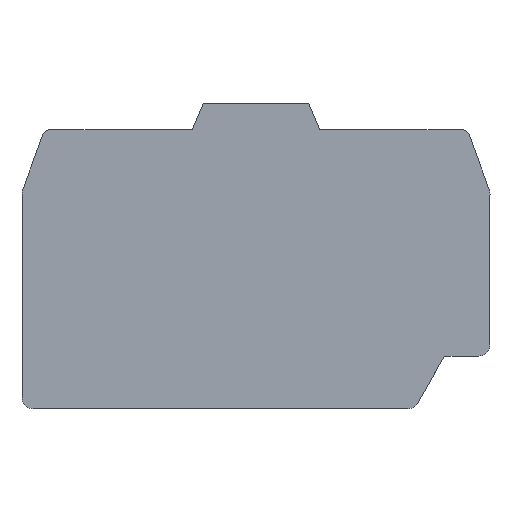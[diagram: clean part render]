
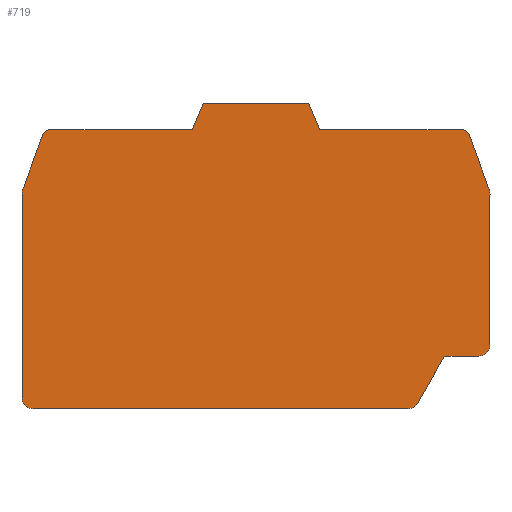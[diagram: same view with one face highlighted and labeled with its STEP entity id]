
A CAD part, top view. The second image highlights one B-rep face of the part: STEP entity #719.
In plain terms, the highlighted planar face has unit normal (0, 0, 1).
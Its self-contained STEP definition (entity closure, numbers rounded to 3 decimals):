
#156=CARTESIAN_POINT('',(204.495,279.196,1.5));
#157=DIRECTION('',(0.,0.,1.));
#158=DIRECTION('',(1.,0.,0.));
#159=AXIS2_PLACEMENT_3D('',#156,#157,#158);
#164=DIRECTION('',(0.,1.,0.));
#165=VECTOR('',#164,49.593);
#166=CARTESIAN_POINT('',(205.995,229.603,1.5));
#167=LINE('',#166,#165);
#171=CARTESIAN_POINT('',(204.495,229.603,1.5));
#172=DIRECTION('',(0.,0.,1.));
#173=DIRECTION('',(0.,-1.,0.));
#174=AXIS2_PLACEMENT_3D('',#171,#172,#173);
#179=DIRECTION('',(1.,0.,0.));
#180=VECTOR('',#179,26.905);
#181=CARTESIAN_POINT('',(177.59,228.103,1.5));
#182=LINE('',#181,#180);
#186=CARTESIAN_POINT('',(177.59,230.103,1.5));
#187=DIRECTION('',(0.,0.,1.));
#188=DIRECTION('',(-0.342,-0.94,0.));
#189=AXIS2_PLACEMENT_3D('',#186,#187,#188);
#194=DIRECTION('',(0.94,-0.342,0.));
#195=VECTOR('',#194,7.719);
#196=CARTESIAN_POINT('',(169.653,230.864,1.5));
#197=LINE('',#196,#195);
#201=CARTESIAN_POINT('',(169.995,231.803,1.5));
#202=DIRECTION('',(0.,0.,1.));
#203=DIRECTION('',(-1.,0.,0.));
#204=AXIS2_PLACEMENT_3D('',#201,#202,#203);
#209=DIRECTION('',(0.,-1.,0.));
#210=VECTOR('',#209,18.85);
#211=CARTESIAN_POINT('',(168.995,250.653,1.5));
#212=LINE('',#211,#210);
#216=DIRECTION('',(0.921,-0.391,0.));
#217=VECTOR('',#216,3.802);
#218=CARTESIAN_POINT('',(165.495,252.139,1.5));
#219=LINE('',#218,#217);
#223=DIRECTION('',(-0.921,-0.391,0.));
#224=VECTOR('',#223,3.802);
#225=CARTESIAN_POINT('',(168.995,267.553,1.5));
#226=LINE('',#225,#224);
#230=DIRECTION('',(0.,-1.,0.));
#231=VECTOR('',#230,18.85);
#232=CARTESIAN_POINT('',(168.995,286.403,1.5));
#233=LINE('',#232,#231);
#237=CARTESIAN_POINT('',(169.995,286.403,1.5));
#238=DIRECTION('',(0.,0.,1.));
#239=DIRECTION('',(-0.342,0.94,0.));
#240=AXIS2_PLACEMENT_3D('',#237,#238,#239);
#245=DIRECTION('',(-0.94,-0.342,0.));
#246=VECTOR('',#245,7.719);
#247=CARTESIAN_POINT('',(176.906,289.982,1.5));
#248=LINE('',#247,#246);
#252=CARTESIAN_POINT('',(177.59,288.103,1.5));
#253=DIRECTION('',(0.,0.,1.));
#254=DIRECTION('',(0.,1.,0.));
#255=AXIS2_PLACEMENT_3D('',#252,#253,#254);
#260=CARTESIAN_POINT('',(197.495,288.603,1.5));
#261=DIRECTION('',(0.,0.,1.));
#262=DIRECTION('',(1.,0.,0.));
#263=AXIS2_PLACEMENT_3D('',#260,#261,#262);
#268=CARTESIAN_POINT('',(199.495,284.392,1.5));
#269=DIRECTION('',(0.,0.,-1.));
#270=DIRECTION('',(-0.5,-0.866,0.));
#271=AXIS2_PLACEMENT_3D('',#268,#269,#270);
#276=DIRECTION('',(-0.866,0.5,0.));
#277=VECTOR('',#276,6.928);
#278=CARTESIAN_POINT('',(205.245,280.495,1.5));
#279=LINE('',#278,#277);
#410=DIRECTION('',(0.,1.,0.));
#411=VECTOR('',#410,13.929);
#412=CARTESIAN_POINT('',(165.495,252.139,1.5));
#413=LINE('',#412,#411);
#550=DIRECTION('',(1.,0.,0.));
#551=VECTOR('',#550,19.905);
#552=CARTESIAN_POINT('',(177.59,290.103,1.5));
#553=LINE('',#552,#551);
#571=DIRECTION('',(0.,-1.,0.));
#572=VECTOR('',#571,4.211);
#573=CARTESIAN_POINT('',(198.995,288.603,1.5));
#574=LINE('',#573,#572);
#592=CARTESIAN_POINT('',(205.995,229.603,1.5));
#593=CARTESIAN_POINT('',(205.995,279.196,1.5));
#594=VERTEX_POINT('',#592);
#595=VERTEX_POINT('',#593);
#596=CARTESIAN_POINT('',(204.495,228.103,1.5));
#597=VERTEX_POINT('',#596);
#598=CARTESIAN_POINT('',(177.59,228.103,1.5));
#599=VERTEX_POINT('',#598);
#600=CARTESIAN_POINT('',(176.906,228.224,1.5));
#601=VERTEX_POINT('',#600);
#602=CARTESIAN_POINT('',(169.653,230.864,1.5));
#603=VERTEX_POINT('',#602);
#604=CARTESIAN_POINT('',(168.995,231.803,1.5));
#605=VERTEX_POINT('',#604);
#606=CARTESIAN_POINT('',(168.995,250.653,1.5));
#607=VERTEX_POINT('',#606);
#608=CARTESIAN_POINT('',(165.495,252.139,1.5));
#609=VERTEX_POINT('',#608);
#610=CARTESIAN_POINT('',(165.495,266.067,1.5));
#611=VERTEX_POINT('',#610);
#612=CARTESIAN_POINT('',(168.995,267.553,1.5));
#613=VERTEX_POINT('',#612);
#614=CARTESIAN_POINT('',(168.995,286.403,1.5));
#615=VERTEX_POINT('',#614);
#616=CARTESIAN_POINT('',(169.653,287.342,1.5));
#617=VERTEX_POINT('',#616);
#618=CARTESIAN_POINT('',(176.906,289.982,1.5));
#619=VERTEX_POINT('',#618);
#620=CARTESIAN_POINT('',(177.59,290.103,1.5));
#621=VERTEX_POINT('',#620);
#622=CARTESIAN_POINT('',(197.495,290.103,1.5));
#623=VERTEX_POINT('',#622);
#624=CARTESIAN_POINT('',(198.995,288.603,1.5));
#625=VERTEX_POINT('',#624);
#626=CARTESIAN_POINT('',(198.995,284.392,1.5));
#627=VERTEX_POINT('',#626);
#628=CARTESIAN_POINT('',(199.245,283.959,1.5));
#629=VERTEX_POINT('',#628);
#630=CARTESIAN_POINT('',(205.245,280.495,1.5));
#631=VERTEX_POINT('',#630);
#672=CARTESIAN_POINT('',(0.,0.,1.5));
#673=DIRECTION('',(0.,0.,1.));
#674=DIRECTION('',(1.,0.,0.));
#675=AXIS2_PLACEMENT_3D('',#672,#673,#674);
#676=PLANE('',#675);
#678=ORIENTED_EDGE('',*,*,#677,.F.);
#680=ORIENTED_EDGE('',*,*,#679,.F.);
#682=ORIENTED_EDGE('',*,*,#681,.F.);
#684=ORIENTED_EDGE('',*,*,#683,.F.);
#686=ORIENTED_EDGE('',*,*,#685,.F.);
#688=ORIENTED_EDGE('',*,*,#687,.F.);
#690=ORIENTED_EDGE('',*,*,#689,.F.);
#692=ORIENTED_EDGE('',*,*,#691,.F.);
#694=ORIENTED_EDGE('',*,*,#693,.F.);
#696=ORIENTED_EDGE('',*,*,#695,.T.);
#698=ORIENTED_EDGE('',*,*,#697,.F.);
#700=ORIENTED_EDGE('',*,*,#699,.F.);
#702=ORIENTED_EDGE('',*,*,#701,.F.);
#704=ORIENTED_EDGE('',*,*,#703,.F.);
#706=ORIENTED_EDGE('',*,*,#705,.F.);
#708=ORIENTED_EDGE('',*,*,#707,.T.);
#710=ORIENTED_EDGE('',*,*,#709,.F.);
#712=ORIENTED_EDGE('',*,*,#711,.T.);
#714=ORIENTED_EDGE('',*,*,#713,.F.);
#716=ORIENTED_EDGE('',*,*,#715,.F.);
#717=EDGE_LOOP('',(#678,#680,#682,#684,#686,#688,#690,#692,#694,#696,#698,#700,
#702,#704,#706,#708,#710,#712,#714,#716));
#718=FACE_OUTER_BOUND('',#717,.F.);
#160=CIRCLE('',#159,1.5);
#175=CIRCLE('',#174,1.5);
#190=CIRCLE('',#189,2.);
#205=CIRCLE('',#204,1.);
#241=CIRCLE('',#240,1.);
#256=CIRCLE('',#255,2.);
#264=CIRCLE('',#263,1.5);
#272=CIRCLE('',#271,0.5);
#677=EDGE_CURVE('',#595,#631,#160,.T.);
#679=EDGE_CURVE('',#594,#595,#167,.T.);
#681=EDGE_CURVE('',#597,#594,#175,.T.);
#683=EDGE_CURVE('',#599,#597,#182,.T.);
#685=EDGE_CURVE('',#601,#599,#190,.T.);
#687=EDGE_CURVE('',#603,#601,#197,.T.);
#689=EDGE_CURVE('',#605,#603,#205,.T.);
#691=EDGE_CURVE('',#607,#605,#212,.T.);
#693=EDGE_CURVE('',#609,#607,#219,.T.);
#695=EDGE_CURVE('',#609,#611,#413,.T.);
#697=EDGE_CURVE('',#613,#611,#226,.T.);
#699=EDGE_CURVE('',#615,#613,#233,.T.);
#701=EDGE_CURVE('',#617,#615,#241,.T.);
#703=EDGE_CURVE('',#619,#617,#248,.T.);
#705=EDGE_CURVE('',#621,#619,#256,.T.);
#707=EDGE_CURVE('',#621,#623,#553,.T.);
#709=EDGE_CURVE('',#625,#623,#264,.T.);
#711=EDGE_CURVE('',#625,#627,#574,.T.);
#713=EDGE_CURVE('',#629,#627,#272,.T.);
#715=EDGE_CURVE('',#631,#629,#279,.T.);
#719=ADVANCED_FACE('',(#718),#676,.T.);
